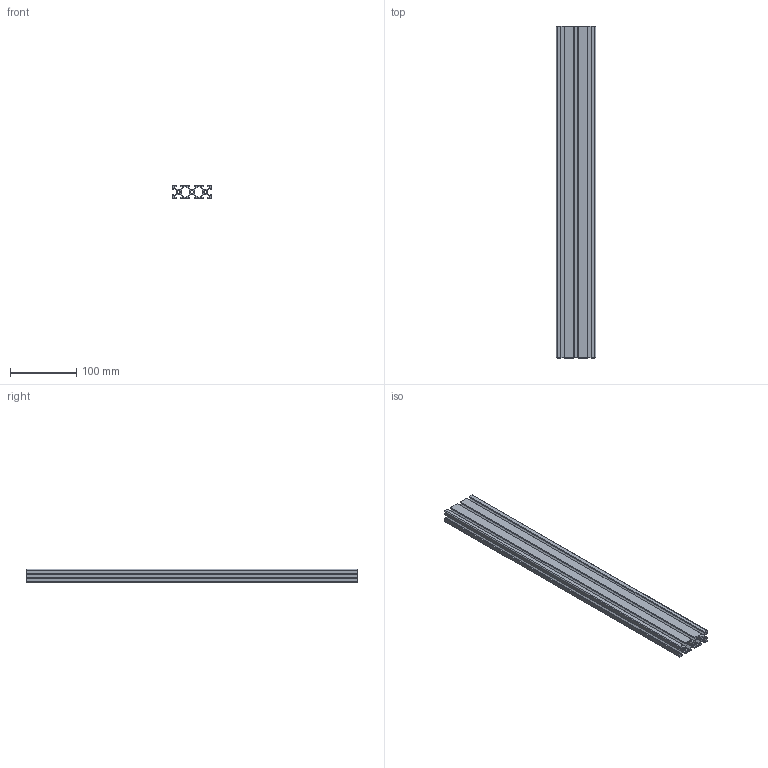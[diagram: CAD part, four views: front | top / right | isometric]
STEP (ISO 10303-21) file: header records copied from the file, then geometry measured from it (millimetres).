
FILE_DESCRIPTION(('FreeCAD Model'),'2;1');
FILE_NAME('Open CASCADE Shape Model','2024-06-16T15:53:28',(''),(''), 'Open CASCADE STEP processor 7.6','FreeCAD','Unknown');
FILE_SCHEMA(('AP242_MANAGED_MODEL_BASED_3D_ENGINEERING_MIM_LF. {1 0 10303 442 1 1 4 }'));
Length unit declared in the file: millimetre
Products named in the file (1): Body
Bounding box: 60 x 500 x 20 mm (x, y, z)
Volume: 225609.5 mm3; surface area: 227525.4 mm2
Topology: 1 solids, 1 shells, 117 faces, 345 edges, 230 vertices
Faces by surface type: plane 110, cylinder 7
Full cylindrical faces by diameter (mm): 4.2 x3
Entity records: 8378 total; most frequent: CARTESIAN_POINT 1419, DIRECTION 1279, LINE 1007, VECTOR 1007, ORIENTED_EDGE 690, PCURVE 690, DEFINITIONAL_REPRESENTATION 690, EDGE_CURVE 345
